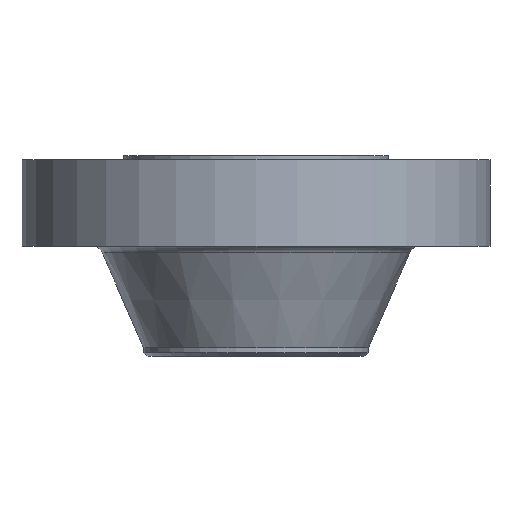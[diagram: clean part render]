
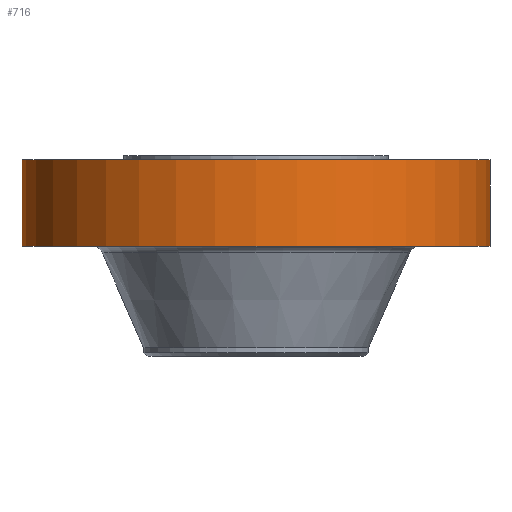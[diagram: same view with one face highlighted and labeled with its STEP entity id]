
A CAD part, front view. The second image highlights one B-rep face of the part: STEP entity #716.
In plain terms, the highlighted cylindrical face has radius 336.55 mm (diameter 673.1 mm), a partial arc.
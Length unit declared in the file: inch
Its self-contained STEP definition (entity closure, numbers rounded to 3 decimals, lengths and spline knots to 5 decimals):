
#70 = VERTEX_POINT ( 'NONE', #321 ) ;
#95 = VERTEX_POINT ( 'NONE', #1242 ) ;
#115 = CARTESIAN_POINT ( 'NONE',  ( 13.25, 0., 0. ) ) ;
#131 = DIRECTION ( 'NONE',  ( 0., 0., 1. ) ) ;
#152 = AXIS2_PLACEMENT_3D ( 'NONE', #339, #1546, #856 ) ;
#186 = ORIENTED_EDGE ( 'NONE', *, *, #932, .T. ) ;
#187 = CARTESIAN_POINT ( 'NONE',  ( -13.25, 0., 0. ) ) ;
#321 = CARTESIAN_POINT ( 'NONE',  ( 13.25, 0., -5.125 ) ) ;
#339 = CARTESIAN_POINT ( 'NONE',  ( 0., 0., -5.125 ) ) ;
#500 = CARTESIAN_POINT ( 'NONE',  ( 0., 0., 0. ) ) ;
#581 = DIRECTION ( 'NONE',  ( 0., 0., 1. ) ) ;
#632 = VERTEX_POINT ( 'NONE', #920 ) ;
#654 = CYLINDRICAL_SURFACE ( 'NONE', #785, 13.25 ) ;
#673 = VECTOR ( 'NONE', #581, 39.37008 ) ;
#716 = ADVANCED_FACE ( 'NONE', ( #1427 ), #654, .T. ) ;
#785 = AXIS2_PLACEMENT_3D ( 'NONE', #500, #1726, #1589 ) ;
#820 = ORIENTED_EDGE ( 'NONE', *, *, #1628, .T. ) ;
#856 = DIRECTION ( 'NONE',  ( 1., 0., 0. ) ) ;
#884 = EDGE_CURVE ( 'NONE', #1110, #632, #1587, .T. ) ;
#920 = CARTESIAN_POINT ( 'NONE',  ( 13.25, 0., -0.25 ) ) ;
#928 = VECTOR ( 'NONE', #131, 39.37008 ) ;
#932 = EDGE_CURVE ( 'NONE', #70, #632, #1331, .T. ) ;
#934 = DIRECTION ( 'NONE',  ( 0., 0., 1. ) ) ;
#1074 = DIRECTION ( 'NONE',  ( 1., 0., 0. ) ) ;
#1101 = ORIENTED_EDGE ( 'NONE', *, *, #884, .F. ) ;
#1110 = VERTEX_POINT ( 'NONE', #1179 ) ;
#1179 = CARTESIAN_POINT ( 'NONE',  ( -13.25, 0., -0.25 ) ) ;
#1203 = CARTESIAN_POINT ( 'NONE',  ( 0., 0., -0.25 ) ) ;
#1225 = CIRCLE ( 'NONE', #152, 13.25 ) ;
#1242 = CARTESIAN_POINT ( 'NONE',  ( -13.25, 0., -5.125 ) ) ;
#1331 = LINE ( 'NONE', #115, #928 ) ;
#1332 = EDGE_LOOP ( 'NONE', ( #1744, #820, #186, #1101 ) ) ;
#1427 = FACE_OUTER_BOUND ( 'NONE', #1332, .T. ) ;
#1546 = DIRECTION ( 'NONE',  ( 0., 0., 1. ) ) ;
#1557 = AXIS2_PLACEMENT_3D ( 'NONE', #1203, #934, #1074 ) ;
#1587 = CIRCLE ( 'NONE', #1557, 13.25 ) ;
#1589 = DIRECTION ( 'NONE',  ( 1., 0., 0. ) ) ;
#1628 = EDGE_CURVE ( 'NONE', #95, #70, #1225, .T. ) ;
#1646 = LINE ( 'NONE', #187, #673 ) ;
#1664 = EDGE_CURVE ( 'NONE', #95, #1110, #1646, .T. ) ;
#1726 = DIRECTION ( 'NONE',  ( 0., 0., 1. ) ) ;
#1744 = ORIENTED_EDGE ( 'NONE', *, *, #1664, .F. ) ;
